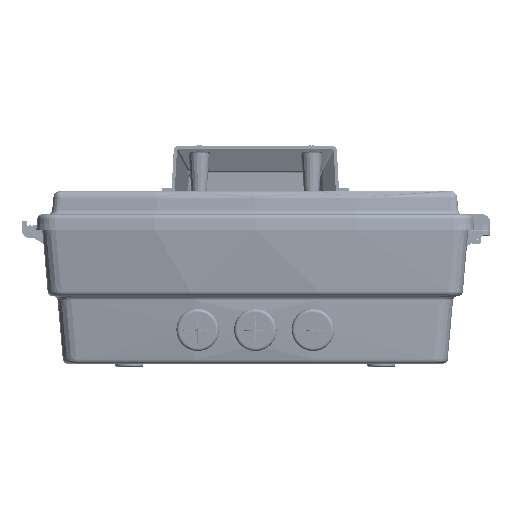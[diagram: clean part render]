
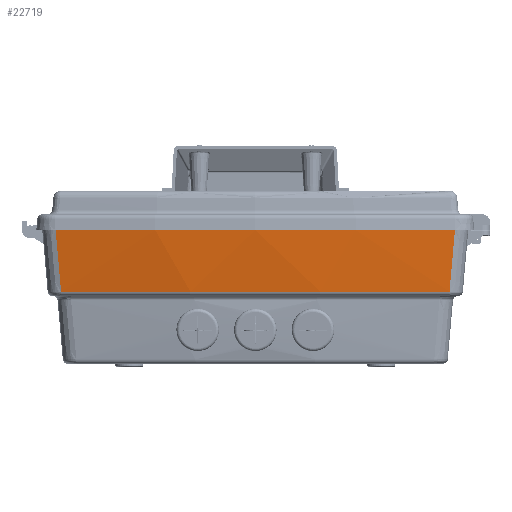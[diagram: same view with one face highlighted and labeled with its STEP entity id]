
A CAD part, front view. The second image highlights one B-rep face of the part: STEP entity #22719.
In plain terms, the highlighted conical face has half-angle 5 degrees and reference radius 846.565 mm.
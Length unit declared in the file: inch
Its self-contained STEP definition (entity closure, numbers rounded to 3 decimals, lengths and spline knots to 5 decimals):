
#1007 = AXIS2_PLACEMENT_3D ( 'NONE', #6962, #1051, #19121 ) ;
#1051 = DIRECTION ( 'NONE',  ( 0., 0., -1. ) ) ;
#2657 = CIRCLE ( 'NONE', #18967, 33.33877 ) ;
#3145 = CARTESIAN_POINT ( 'NONE',  ( 4.85406, -6.62523, -1.80073 ) ) ;
#6962 = CARTESIAN_POINT ( 'NONE',  ( 0., 26.35827, -3.33858 ) ) ;
#8994 = CARTESIAN_POINT ( 'NONE',  ( 4.90601, -6.66954, -2.38852 ) ) ;
#11314 = CONICAL_SURFACE ( 'NONE', #58935, 33.32933, 0.087 ) ;
#11497 = CARTESIAN_POINT ( 'NONE',  ( -4.89379, -6.65913, -2.25028 ) ) ;
#13621 = CARTESIAN_POINT ( 'NONE',  ( 4.98997, -6.74102, -3.33858 ) ) ;
#15915 = CARTESIAN_POINT ( 'NONE',  ( 4.85406, -6.62523, -1.80073 ) ) ;
#16346 = VERTEX_POINT ( 'NONE', #13621 ) ;
#17016 = CARTESIAN_POINT ( 'NONE',  ( -4.98997, -6.74102, -3.33858 ) ) ;
#18967 = AXIS2_PLACEMENT_3D ( 'NONE', #21904, #28197, #70122 ) ;
#19121 = DIRECTION ( 'NONE',  ( -1., 0., 0. ) ) ;
#19328 = VERTEX_POINT ( 'NONE', #57158 ) ;
#21904 = CARTESIAN_POINT ( 'NONE',  ( 0., 26.35827, -1.80073 ) ) ;
#22719 = ADVANCED_FACE ( 'NONE', ( #69747 ), #11314, .T. ) ;
#26643 = CARTESIAN_POINT ( 'NONE',  ( 0., 26.35827, -1.69291 ) ) ;
#28197 = DIRECTION ( 'NONE',  ( 0., 0., -1. ) ) ;
#28436 = EDGE_CURVE ( 'NONE', #16346, #55846, #71496, .T. ) ;
#31742 = EDGE_LOOP ( 'NONE', ( #56372, #68611, #37339, #76633 ) ) ;
#33001 = CARTESIAN_POINT ( 'NONE',  ( 4.88003, -6.6474, -2.09462 ) ) ;
#33665 = DIRECTION ( 'NONE',  ( -1., 0., 0. ) ) ;
#33930 = CARTESIAN_POINT ( 'NONE',  ( -4.93909, -6.69773, -2.7629 ) ) ;
#34331 = CARTESIAN_POINT ( 'NONE',  ( -4.87393, -6.64219, -2.0255 ) ) ;
#34705 = CARTESIAN_POINT ( 'NONE',  ( -4.85406, -6.62523, -1.80073 ) ) ;
#35461 = CARTESIAN_POINT ( 'NONE',  ( -4.96453, -6.71938, -3.05074 ) ) ;
#36179 = VERTEX_POINT ( 'NONE', #77391 ) ;
#37339 = ORIENTED_EDGE ( 'NONE', *, *, #71225, .T. ) ;
#38844 = CARTESIAN_POINT ( 'NONE',  ( 4.98997, -6.74102, -3.33858 ) ) ;
#44750 = CARTESIAN_POINT ( 'NONE',  ( 4.97064, -6.72458, -3.11986 ) ) ;
#45828 = DIRECTION ( 'NONE',  ( 0., 0., -1. ) ) ;
#50628 = B_SPLINE_CURVE_WITH_KNOTS ( 'NONE', 3,
 ( #34705, #34331, #11497, #63716, #33930, #35461, #17016 ),
 .UNSPECIFIED., .F., .F.,
 ( 4, 3, 4 ),
 ( 0.00276, 0.02, 0.04208 ),
 .UNSPECIFIED. ) ;
#52437 = CIRCLE ( 'NONE', #1007, 33.47331 ) ;
#55632 = EDGE_CURVE ( 'NONE', #16346, #36179, #52437, .T. ) ;
#55846 = VERTEX_POINT ( 'NONE', #15915 ) ;
#56372 = ORIENTED_EDGE ( 'NONE', *, *, #55632, .F. ) ;
#57158 = CARTESIAN_POINT ( 'NONE',  ( -4.85406, -6.62523, -1.80073 ) ) ;
#57281 = CARTESIAN_POINT ( 'NONE',  ( 4.93198, -6.69167, -2.68241 ) ) ;
#58935 = AXIS2_PLACEMENT_3D ( 'NONE', #26643, #45828, #33665 ) ;
#61651 = EDGE_CURVE ( 'NONE', #19328, #36179, #50628, .T. ) ;
#62757 = CARTESIAN_POINT ( 'NONE',  ( 4.95131, -6.70813, -2.90114 ) ) ;
#63716 = CARTESIAN_POINT ( 'NONE',  ( -4.91366, -6.67605, -2.47506 ) ) ;
#68611 = ORIENTED_EDGE ( 'NONE', *, *, #28436, .T. ) ;
#69747 = FACE_OUTER_BOUND ( 'NONE', #31742, .T. ) ;
#70122 = DIRECTION ( 'NONE',  ( 1., 0., 0. ) ) ;
#71225 = EDGE_CURVE ( 'NONE', #55846, #19328, #2657, .T. ) ;
#71496 = B_SPLINE_CURVE_WITH_KNOTS ( 'NONE', 3,
 ( #38844, #44750, #62757, #57281, #8994, #33001, #3145 ),
 .UNSPECIFIED., .F., .F.,
 ( 4, 3, 4 ),
 ( 0.00322, 0.02, 0.04255 ),
 .UNSPECIFIED. ) ;
#76633 = ORIENTED_EDGE ( 'NONE', *, *, #61651, .T. ) ;
#77391 = CARTESIAN_POINT ( 'NONE',  ( -4.98997, -6.74102, -3.33858 ) ) ;
